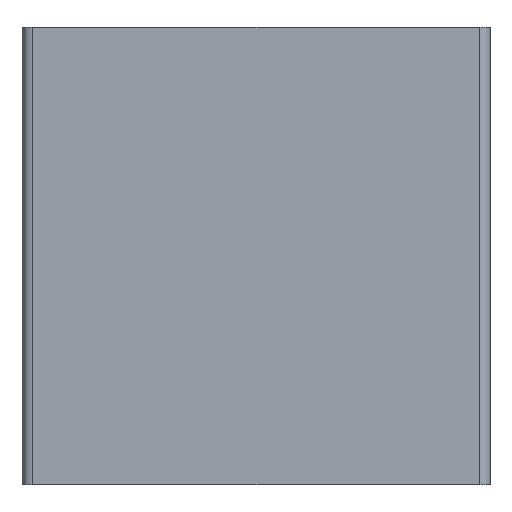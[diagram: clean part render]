
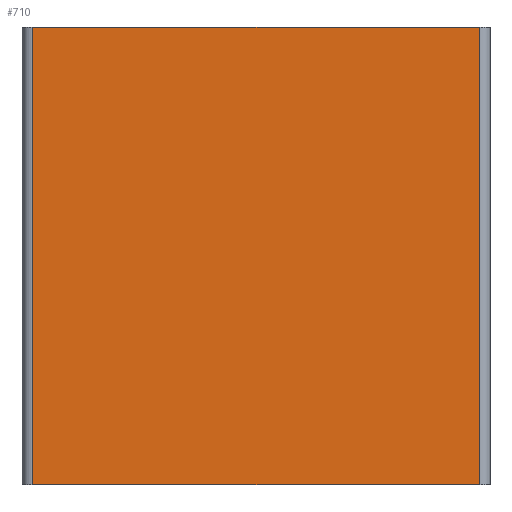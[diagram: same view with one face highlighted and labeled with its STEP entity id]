
A CAD part, left-side view. The second image highlights one B-rep face of the part: STEP entity #710.
In plain terms, the highlighted planar face has unit normal (-1, 0, 0).
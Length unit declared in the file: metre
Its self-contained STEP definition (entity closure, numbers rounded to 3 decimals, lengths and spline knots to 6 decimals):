
#127=ORIENTED_EDGE('',*,*,#306,.F.);
#128=ORIENTED_EDGE('',*,*,#307,.T.);
#129=ORIENTED_EDGE('',*,*,#265,.T.);
#130=ORIENTED_EDGE('',*,*,#308,.T.);
#265=EDGE_CURVE('',#369,#368,#430,.T.);
#306=EDGE_CURVE('',#394,#395,#469,.T.);
#307=EDGE_CURVE('',#394,#369,#470,.F.);
#308=EDGE_CURVE('',#368,#395,#471,.T.);
#368=VERTEX_POINT('',#1046);
#369=VERTEX_POINT('',#1048);
#394=VERTEX_POINT('',#1128);
#395=VERTEX_POINT('',#1129);
#430=LINE('',#1047,#521);
#469=LINE('',#1127,#560);
#470=LINE('',#1130,#561);
#471=LINE('',#1131,#562);
#521=VECTOR('',#836,1.);
#560=VECTOR('',#907,1.);
#561=VECTOR('',#908,1.);
#562=VECTOR('',#909,1.);
#605=EDGE_LOOP('',(#127,#128,#129,#130));
#642=FACE_BOUND('',#605,.T.);
#679=PLANE('',#768);
#710=ADVANCED_FACE('',(#642),#679,.T.);
#768=AXIS2_PLACEMENT_3D('',#1126,#905,#906);
#836=DIRECTION('',(0.,-1.,0.));
#905=DIRECTION('',(-1.,0.,0.));
#906=DIRECTION('',(0.,-1.,0.));
#907=DIRECTION('',(0.,-1.,0.));
#908=DIRECTION('',(0.,0.,1.));
#909=DIRECTION('',(0.,0.,1.));
#1046=CARTESIAN_POINT('',(-0.059,-0.057,-0.022));
#1047=CARTESIAN_POINT('',(-0.059,-0.016,-0.022));
#1048=CARTESIAN_POINT('',(-0.059,0.025,-0.022));
#1126=CARTESIAN_POINT('',(-0.059,-0.016,-0.022));
#1127=CARTESIAN_POINT('',(-0.059,-0.016,0.062));
#1128=CARTESIAN_POINT('',(-0.059,0.025,0.062));
#1129=CARTESIAN_POINT('',(-0.059,-0.057,0.062));
#1130=CARTESIAN_POINT('',(-0.059,0.025,-0.022));
#1131=CARTESIAN_POINT('',(-0.059,-0.057,-0.022));
